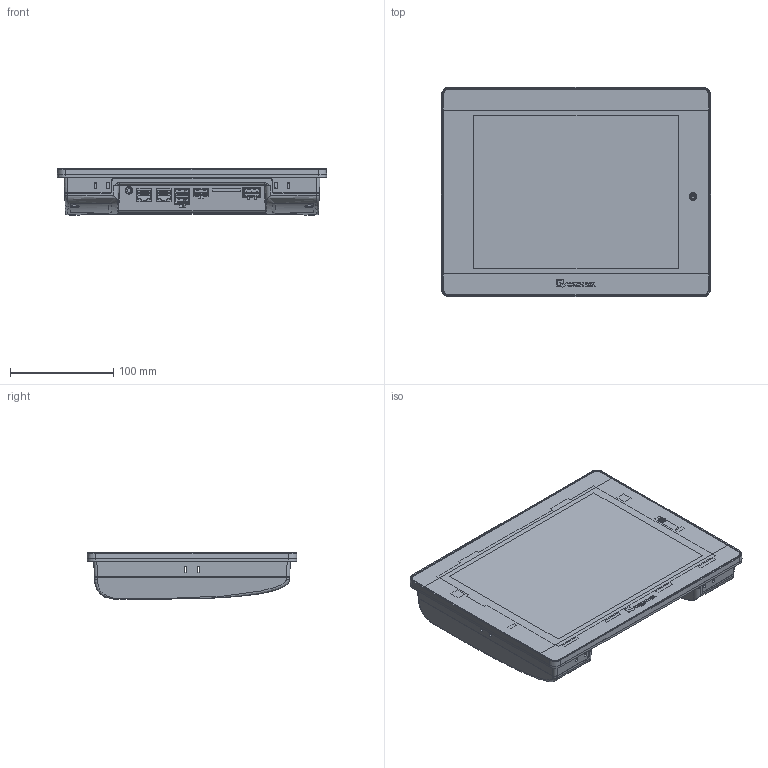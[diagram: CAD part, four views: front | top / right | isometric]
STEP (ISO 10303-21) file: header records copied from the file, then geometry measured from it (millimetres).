
FILE_DESCRIPTION (( 'STEP AP203' ), '1' );
FILE_NAME ('cMT-iPC10_170411.STEP', '2017-07-28T05:39:25', ( 'annayang' ), ( '' ), 'SwSTEP 2.0', 'SolidWorks 2011', '' );
FILE_SCHEMA (( 'CONFIG_CONTROL_DESIGN' ));
Length unit declared in the file: millimetre
Products named in the file (1): cMT-iPC10_170411
Bounding box: 260.6 x 203.1 x 45.2 mm (x, y, z)
Surface area: 219499.9 mm2 (no closed solid volume)
Topology: 0 solids, 61 shells, 1067 faces, 4479 edges, 3412 vertices
Faces by surface type: cylinder 441, plane 373, bspline 135, cone 99, torus 12, sphere 7
Entity records: 65468 total; most frequent: CARTESIAN_POINT 30999, ORIENTED_EDGE 6545, DIRECTION 6543, EDGE_CURVE 4461, VERTEX_POINT 3407, VECTOR 2501, LINE 2501, AXIS2_PLACEMENT_3D 2021
